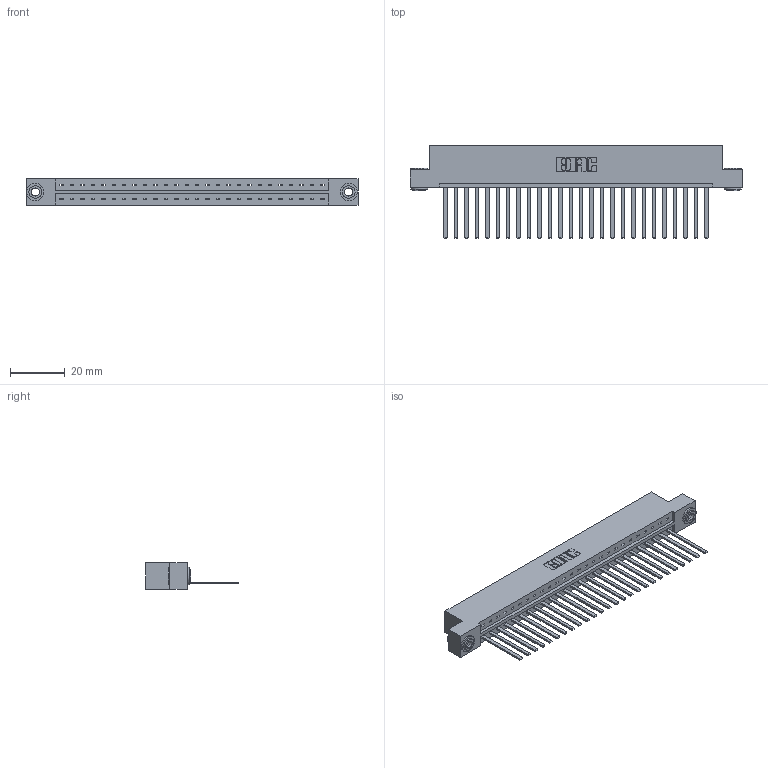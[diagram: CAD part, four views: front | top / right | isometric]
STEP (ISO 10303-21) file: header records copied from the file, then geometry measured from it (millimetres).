
FILE_DESCRIPTION (( 'STEP AP203' ), '1' );
FILE_NAME ('379-026-544-103.STEP', '2020-02-26T15:56:24', ( '' ), ( '' ), 'SwSTEP 2.0', 'SolidWorks 2016', '' );
FILE_SCHEMA (( 'CONFIG_CONTROL_DESIGN' ));
Length unit declared in the file: inch
Products named in the file (4): 345-292-001_345-293-144; 379-026-544-103; 379 Part_Flush - .156 Dia - TH; 345-250-002_345-250-002-102
Assembly tree (29 placements, depth 2):
  379-026-544-103
    379 Part_Flush - .156 Dia - TH
    345-292-001_345-293-144  x26
    345-250-002_345-250-002-102  x2
Bounding box: 121.28 x 33.96 x 9.53 mm (x, y, z)
Volume: 12872.1 mm3; surface area: 14317.7 mm2
Topology: 29 solids, 29 shells, 1504 faces, 4495 edges, 2958 vertices
Faces by surface type: plane 1068, cylinder 428, cone 8
Entity records: 18430 total; most frequent: CARTESIAN_POINT 3159, ORIENTED_EDGE 3114, DIRECTION 2727, EDGE_CURVE 1557, LINE 1409, VECTOR 1409, VERTEX_POINT 1034, AXIS2_PLACEMENT_3D 659
